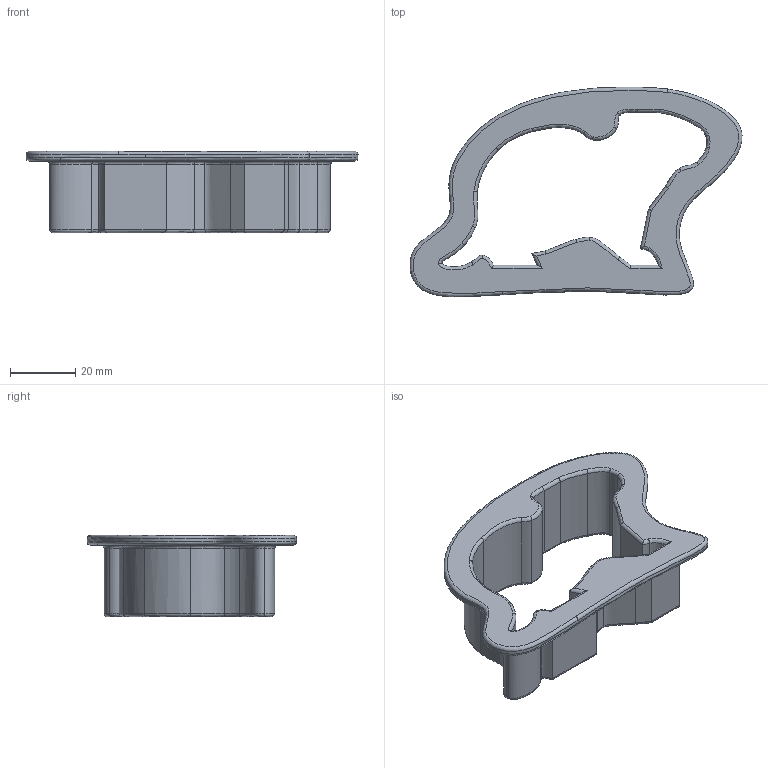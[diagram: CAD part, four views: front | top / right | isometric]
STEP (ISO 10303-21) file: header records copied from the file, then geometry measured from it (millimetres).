
FILE_DESCRIPTION (( 'STEP AP214' ), '1' );
FILE_NAME ('groundhog.STEP', '2025-03-04T19:11:05', ( '' ), ( '' ), 'SwSTEP 2.0', 'SolidWorks 2024', '' );
FILE_SCHEMA (( 'AUTOMOTIVE_DESIGN' ));
Length unit declared in the file: millimetre
Products named in the file (1): groundhog
Bounding box: 102.01 x 64.48 x 25 mm (x, y, z)
Volume: 21265.9 mm3; surface area: 17172.3 mm2
Topology: 1 solids, 1 shells, 201 faces, 466 edges, 268 vertices
Faces by surface type: bspline 174, cylinder 16, plane 11
Entity records: 15495 total; most frequent: CARTESIAN_POINT 12076, ORIENTED_EDGE 932, EDGE_CURVE 466, DIRECTION 348, B_SPLINE_CURVE_WITH_KNOTS 268, VERTEX_POINT 268, EDGE_LOOP 204, FACE_OUTER_BOUND 201
